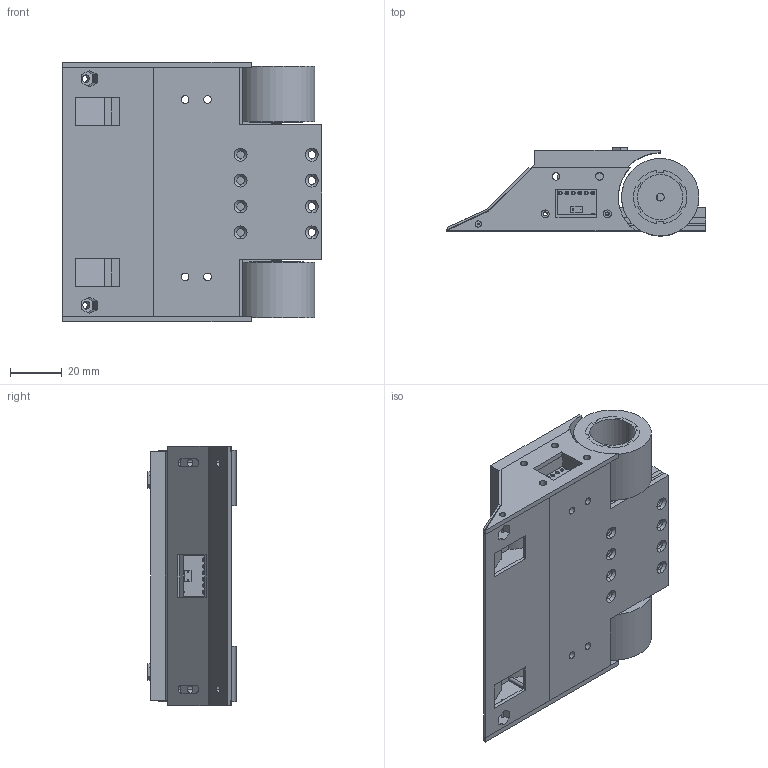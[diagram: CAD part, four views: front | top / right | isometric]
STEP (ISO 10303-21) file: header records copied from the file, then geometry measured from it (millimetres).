
FILE_DESCRIPTION (( 'STEP AP214' ), '1' );
FILE_NAME ('Sumo_bot_prototipe.STEP', '2021-09-05T14:14:43', ( '' ), ( '' ), 'SwSTEP 2.0', 'SolidWorks 2017', '' );
FILE_SCHEMA (( 'AUTOMOTIVE_DESIGN' ));
Length unit declared in the file: millimetre
Products named in the file (15): Micro_gear_motor; 栺鍣罻 6擤; Brazo_Predeterminado; GNB 380mah 3S 90C; Subo_Motor_mount_top; Subo_bot_button_plate; Subo_bot_side_plate; vl53l0x; Sumo_bot_laser; Sumo_bot_prototipe; Subo_bot_Front_plate; Subo_Motor_mount; Motor_Predeterminado; Subo_blade; MiniSumo_wheel_1125
Assembly tree (20 placements, depth 3):
  Sumo_bot_prototipe
    Sumo_bot_laser
    Subo_blade
    Subo_bot_side_plate  x2
    Subo_bot_Front_plate
    Subo_bot_button_plate
    Subo_Motor_mount
    Micro_gear_motor  x2
      Motor_Predeterminado
      Brazo_Predeterminado
    MiniSumo_wheel_1125  x2
    Subo_Motor_mount_top
    vl53l0x  x3
    栺鍣罻 6擤  x2
    GNB 380mah 3S 90C
Bounding box: 100 x 33.96 x 100 mm (x, y, z)
Volume: 139376.7 mm3; surface area: 88497.6 mm2
Topology: 50 solids, 50 shells, 2409 faces, 6411 edges, 4252 vertices
Faces by surface type: plane 1748, cylinder 621, cone 16, bspline 12, torus 8, sphere 4
Entity records: 49947 total; most frequent: CARTESIAN_POINT 8712, ORIENTED_EDGE 7924, DIRECTION 7610, EDGE_CURVE 3962, LINE 3130, VECTOR 3130, VERTEX_POINT 2622, AXIS2_PLACEMENT_3D 2240
